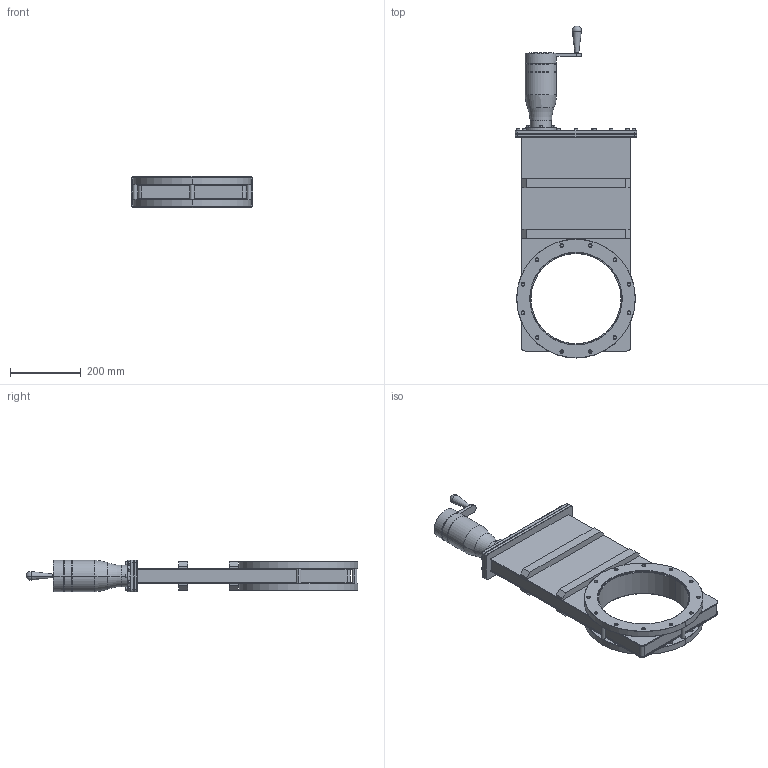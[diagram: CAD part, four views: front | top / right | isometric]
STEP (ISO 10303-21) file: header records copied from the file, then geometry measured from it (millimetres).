
FILE_DESCRIPTION((''),'2;1');
FILE_NAME('11110-1003','2011-02-07T',('jd'),(''),'PRO/ENGINEER BY PARAMETRIC TECHNOLOGY CORPORATION, 2010280','PRO/ENGINEER BY PARAMETRIC TECHNOLOGY CORPORATION, 2010280','');
FILE_SCHEMA(('CONFIG_CONTROL_DESIGN'));
Length unit declared in the file: inch
Products named in the file (1): 11110-1003
Bounding box: 341.4 x 936.38 x 88.9 mm (x, y, z)
Volume: 9308403 mm3; surface area: 684132.5 mm2
Topology: 1 solids, 25 shells, 619 faces, 1531 edges, 969 vertices
Faces by surface type: plane 301, cylinder 179, cone 129, torus 6, bspline 2, sphere 2
Entity records: 18675 total; most frequent: CARTESIAN_POINT 3600, DIRECTION 3304, ORIENTED_EDGE 2914, EDGE_CURVE 1529, AXIS2_PLACEMENT_3D 1203, VERTEX_POINT 969, VECTOR 898, LINE 898
